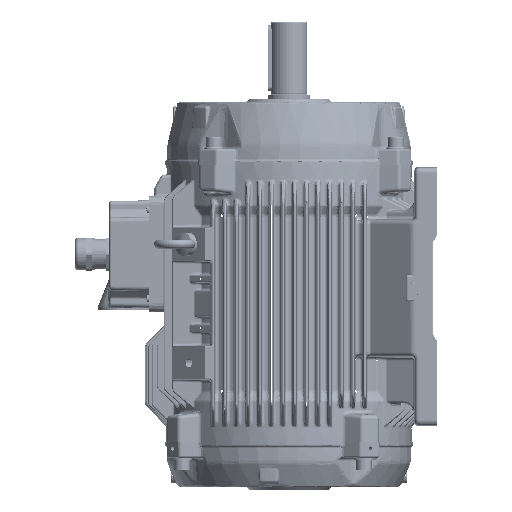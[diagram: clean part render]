
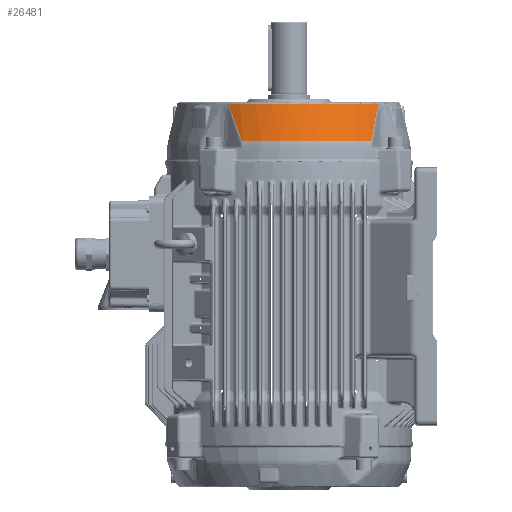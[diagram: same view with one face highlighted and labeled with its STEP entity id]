
A CAD part, left-side view. The second image highlights one B-rep face of the part: STEP entity #26481.
In plain terms, the highlighted conical face has half-angle 14.288 degrees and reference radius 183.554 mm.
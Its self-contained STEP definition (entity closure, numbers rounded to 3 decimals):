
#5262=CONICAL_SURFACE('',#121063,183.554,14.288);
#10789=FACE_OUTER_BOUND('',#42899,.T.);
#26481=ADVANCED_FACE('',(#10789),#5262,.T.);
#33824=CIRCLE('',#118891,169.414);
#34658=CIRCLE('',#120334,183.554);
#42899=EDGE_LOOP('',(#75413,#75414,#75415,#75416,#75417,#75418));
#48941=B_SPLINE_CURVE_WITH_KNOTS('',3,(#230868,#230869,#230870,#230871,
#230872,#230873),.UNSPECIFIED.,.F.,.F.,(4,2,4),(0.,0.5,1.),
 .UNSPECIFIED.);
#48943=B_SPLINE_CURVE_WITH_KNOTS('',3,(#230901,#230902,#230903,#230904,
#230905,#230906),.UNSPECIFIED.,.F.,.F.,(4,2,4),(0.,0.5,1.),
 .UNSPECIFIED.);
#48950=B_SPLINE_CURVE_WITH_KNOTS('',3,(#231192,#231193,#231194,#231195,
#231196,#231197),.UNSPECIFIED.,.F.,.F.,(4,2,4),(0.,0.5,1.),
 .UNSPECIFIED.);
#49092=B_SPLINE_CURVE_WITH_KNOTS('',3,(#236740,#236741,#236742,#236743,
#236744,#236745),.UNSPECIFIED.,.F.,.F.,(4,2,4),(0.,0.5,1.),
 .UNSPECIFIED.);
#75413=ORIENTED_EDGE('',*,*,#105881,.T.);
#75414=ORIENTED_EDGE('',*,*,#105878,.T.);
#75415=ORIENTED_EDGE('',*,*,#103974,.T.);
#75416=ORIENTED_EDGE('',*,*,#105894,.T.);
#75417=ORIENTED_EDGE('',*,*,#106428,.T.);
#75418=ORIENTED_EDGE('',*,*,#105800,.F.);
#89433=VERTEX_POINT('',#220803);
#89435=VERTEX_POINT('',#220806);
#90502=VERTEX_POINT('',#230280);
#90503=VERTEX_POINT('',#230282);
#90564=VERTEX_POINT('',#230874);
#90572=VERTEX_POINT('',#231190);
#103974=EDGE_CURVE('',#89435,#89433,#33824,.T.);
#105800=EDGE_CURVE('',#90502,#90503,#34658,.T.);
#105878=EDGE_CURVE('',#90564,#89435,#48941,.T.);
#105881=EDGE_CURVE('',#90502,#90564,#48943,.T.);
#105894=EDGE_CURVE('',#89433,#90572,#48950,.T.);
#106428=EDGE_CURVE('',#90572,#90503,#49092,.T.);
#118891=AXIS2_PLACEMENT_3D('',#220805,#141088,#141089);
#120334=AXIS2_PLACEMENT_3D('',#230281,#144232,#144233);
#121063=AXIS2_PLACEMENT_3D('',#238615,#145779,#145780);
#141088=DIRECTION('',(0.,0.,-1.));
#141089=DIRECTION('',(-1.,0.,0.));
#144232=DIRECTION('',(0.,0.,-1.));
#144233=DIRECTION('',(-1.,0.,0.));
#145779=DIRECTION('',(0.,0.,-1.));
#145780=DIRECTION('',(-1.,0.,0.));
#220803=CARTESIAN_POINT('',(-139.766,95.742,-14.26));
#220805=CARTESIAN_POINT('',(0.,0.,-14.26));
#220806=CARTESIAN_POINT('',(-98.591,-137.771,-14.26));
#230280=CARTESIAN_POINT('',(-134.309,-125.113,-69.784));
#230281=CARTESIAN_POINT('',(0.,0.,-69.784));
#230282=CARTESIAN_POINT('',(-169.,71.631,-69.784));
#230868=CARTESIAN_POINT('',(-106.579,-133.999,-21.334));
#230869=CARTESIAN_POINT('',(-105.491,-134.358,-19.778));
#230870=CARTESIAN_POINT('',(-104.329,-134.794,-18.312));
#230871=CARTESIAN_POINT('',(-101.679,-135.993,-15.76));
#230872=CARTESIAN_POINT('',(-100.183,-136.766,-14.688));
#230873=CARTESIAN_POINT('',(-98.591,-137.771,-14.26));
#230874=CARTESIAN_POINT('',(-106.579,-133.999,-21.334));
#230901=CARTESIAN_POINT('',(-134.309,-125.113,-69.784));
#230902=CARTESIAN_POINT('',(-130.194,-126.394,-61.39));
#230903=CARTESIAN_POINT('',(-125.891,-127.75,-53.094));
#230904=CARTESIAN_POINT('',(-116.737,-130.678,-36.872));
#230905=CARTESIAN_POINT('',(-111.894,-132.247,-28.942));
#230906=CARTESIAN_POINT('',(-106.579,-133.999,-21.334));
#231190=CARTESIAN_POINT('',(-145.981,89.466,-21.334));
#231192=CARTESIAN_POINT('',(-139.766,95.742,-14.26));
#231193=CARTESIAN_POINT('',(-140.925,94.244,-14.691));
#231194=CARTESIAN_POINT('',(-142.058,93.017,-15.76));
#231195=CARTESIAN_POINT('',(-144.13,90.99,-18.3));
#231196=CARTESIAN_POINT('',(-145.083,90.175,-19.778));
#231197=CARTESIAN_POINT('',(-145.981,89.466,-21.334));
#236740=CARTESIAN_POINT('',(-145.981,89.466,-21.334));
#236741=CARTESIAN_POINT('',(-150.374,86.003,-28.937));
#236742=CARTESIAN_POINT('',(-154.397,82.866,-36.884));
#236743=CARTESIAN_POINT('',(-161.999,76.983,-53.109));
#236744=CARTESIAN_POINT('',(-165.572,74.242,-61.392));
#236745=CARTESIAN_POINT('',(-169.,71.631,-69.784));
#238615=CARTESIAN_POINT('',(0.,0.,-69.784));
